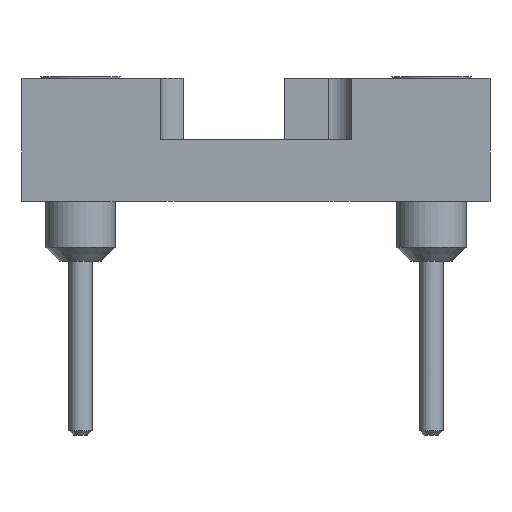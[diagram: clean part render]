
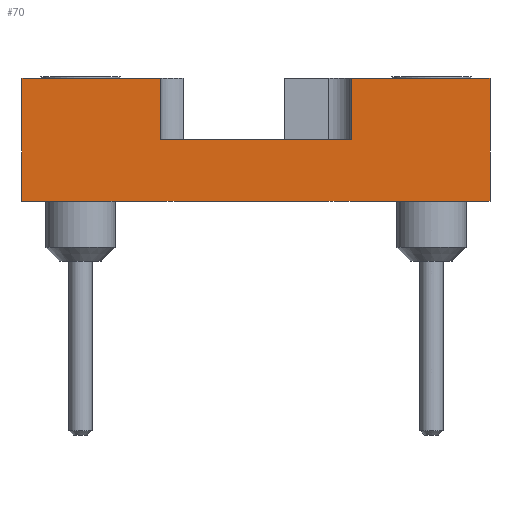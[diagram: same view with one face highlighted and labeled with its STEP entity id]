
A CAD part, front view. The second image highlights one B-rep face of the part: STEP entity #70.
In plain terms, the highlighted planar face has unit normal (0, -1, 0).
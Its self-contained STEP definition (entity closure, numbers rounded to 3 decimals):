
#12=DIRECTION('',(0.,0.,1.));
#26=VECTOR('',#12,1.);
#29=VERTEX_POINT('',#30);
#30=CARTESIAN_POINT('',(-1.27,-21.59,3.967));
#35=EDGE_CURVE('',#36,#29,#38,.T.);
#36=VERTEX_POINT('',#37);
#37=CARTESIAN_POINT('',(-1.27,-21.59,1.3));
#38=LINE('',#37,#26);
#44=DIRECTION('',(1.,0.,0.));
#54=VECTOR('',#55,1.);
#55=DIRECTION('',(-1.,0.,0.));
#61=VECTOR('',#62,1.);
#62=DIRECTION('',(0.,0.,-1.));
#70=ADVANCED_FACE('',(#71),#107,.F.);
#71=FACE_BOUND('',#72,.F.);
#72=EDGE_LOOP('',(#73,#79,#80,#85,#90,#95,#100,#104));
#73=ORIENTED_EDGE('',*,*,#74,.F.);
#74=EDGE_CURVE('',#36,#75,#77,.T.);
#75=VERTEX_POINT('',#76);
#76=CARTESIAN_POINT('',(8.89,-21.59,1.3));
#77=LINE('',#37,#78);
#78=VECTOR('',#44,1.);
#79=ORIENTED_EDGE('',*,*,#35,.T.);
#80=ORIENTED_EDGE('',*,*,#81,.T.);
#81=EDGE_CURVE('',#29,#82,#84,.T.);
#82=VERTEX_POINT('',#83);
#83=CARTESIAN_POINT('',(1.73,-21.59,3.967));
#84=LINE('',#30,#78);
#85=ORIENTED_EDGE('',*,*,#86,.T.);
#86=EDGE_CURVE('',#82,#87,#89,.T.);
#87=VERTEX_POINT('',#88);
#88=CARTESIAN_POINT('',(1.73,-21.59,2.634));
#89=LINE('',#83,#61);
#90=ORIENTED_EDGE('',*,*,#91,.F.);
#91=EDGE_CURVE('',#92,#87,#94,.T.);
#92=VERTEX_POINT('',#93);
#93=CARTESIAN_POINT('',(5.89,-21.59,2.634));
#94=LINE('',#93,#54);
#95=ORIENTED_EDGE('',*,*,#96,.F.);
#96=EDGE_CURVE('',#97,#92,#99,.T.);
#97=VERTEX_POINT('',#98);
#98=CARTESIAN_POINT('',(5.89,-21.59,3.967));
#99=LINE('',#98,#61);
#100=ORIENTED_EDGE('',*,*,#101,.T.);
#101=EDGE_CURVE('',#97,#102,#84,.T.);
#102=VERTEX_POINT('',#103);
#103=CARTESIAN_POINT('',(8.89,-21.59,3.967));
#104=ORIENTED_EDGE('',*,*,#105,.F.);
#105=EDGE_CURVE('',#75,#102,#106,.T.);
#106=LINE('',#76,#26);
#107=PLANE('',#108);
#108=AXIS2_PLACEMENT_3D('',#37,#109,#44);
#109=DIRECTION('',(0.,1.,0.));
